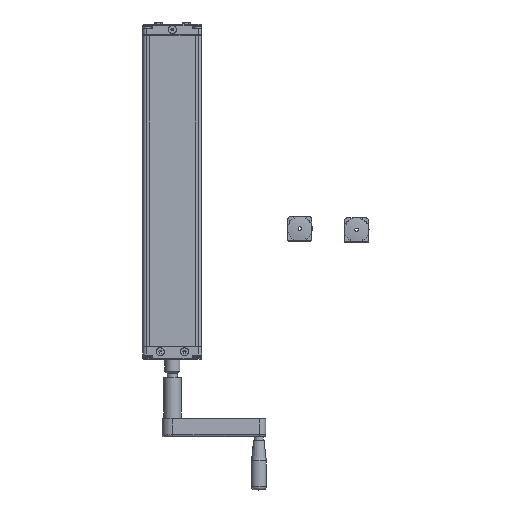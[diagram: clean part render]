
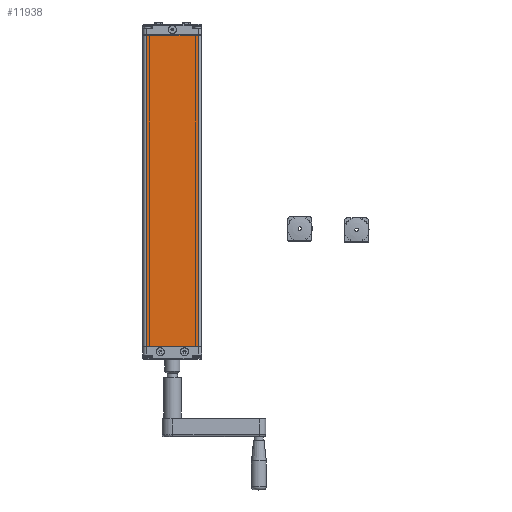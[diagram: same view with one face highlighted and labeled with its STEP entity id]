
A CAD part, top view. The second image highlights one B-rep face of the part: STEP entity #11938.
In plain terms, the highlighted planar face has unit normal (0, 0, 1).
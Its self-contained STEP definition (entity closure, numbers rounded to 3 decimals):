
#2102=FACE_OUTER_BOUND('',#2807,.T.);
#2807=EDGE_LOOP('',(#8478,#8479,#8480,#8481));
#3616=LINE('',#18711,#4485);
#3617=LINE('',#18715,#4486);
#3618=LINE('',#18720,#4487);
#3619=LINE('',#18724,#4488);
#4485=VECTOR('',#14922,449.5);
#4486=VECTOR('',#14927,449.5);
#4487=VECTOR('',#14936,75.);
#4488=VECTOR('',#14943,75.);
#5372=VERTEX_POINT('',#18700);
#5373=VERTEX_POINT('',#18706);
#5374=VERTEX_POINT('',#18710);
#5375=VERTEX_POINT('',#18714);
#6534=EDGE_CURVE('',#5372,#5374,#3616,.T.);
#6536=EDGE_CURVE('',#5373,#5375,#3617,.F.);
#6539=EDGE_CURVE('',#5375,#5372,#3618,.F.);
#6541=EDGE_CURVE('',#5374,#5373,#3619,.T.);
#8478=ORIENTED_EDGE('',*,*,#6536,.F.);
#8479=ORIENTED_EDGE('',*,*,#6541,.F.);
#8480=ORIENTED_EDGE('',*,*,#6534,.F.);
#8481=ORIENTED_EDGE('',*,*,#6539,.F.);
#11609=PLANE('',#13201);
#11938=ADVANCED_FACE('',(#2102),#11609,.T.);
#13201=AXIS2_PLACEMENT_3D('',#18725,#14944,#14945);
#14922=DIRECTION('',(0.,-1.,0.));
#14927=DIRECTION('',(0.,-1.,0.));
#14936=DIRECTION('',(-1.,0.,0.));
#14943=DIRECTION('',(-1.,0.,0.));
#14944=DIRECTION('center_axis',(0.,0.,1.));
#14945=DIRECTION('ref_axis',(1.,0.,0.));
#18700=CARTESIAN_POINT('',(37.5,450.,17.5));
#18706=CARTESIAN_POINT('',(-37.5,0.5,17.5));
#18710=CARTESIAN_POINT('',(37.5,0.5,17.5));
#18711=CARTESIAN_POINT('',(37.5,450.,17.5));
#18714=CARTESIAN_POINT('',(-37.5,450.,17.5));
#18715=CARTESIAN_POINT('',(-37.5,450.,17.5));
#18720=CARTESIAN_POINT('',(37.5,450.,17.5));
#18724=CARTESIAN_POINT('',(37.5,0.5,17.5));
#18725=CARTESIAN_POINT('Origin',(42.5,450.5,17.5));
